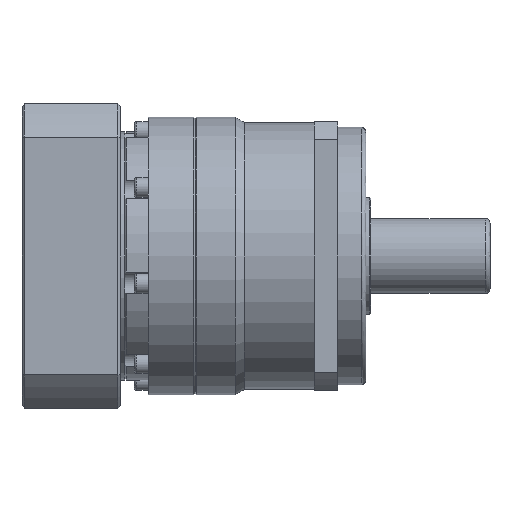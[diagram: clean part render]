
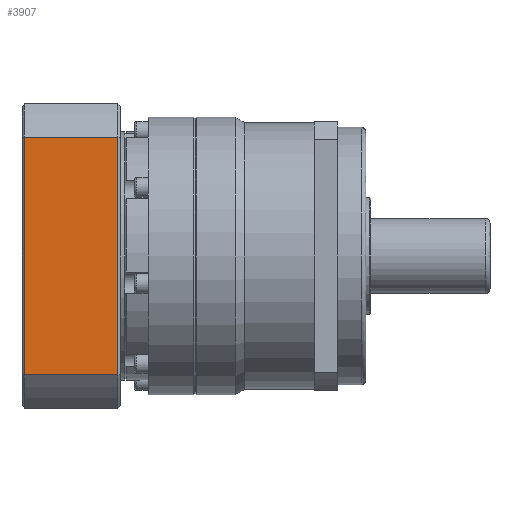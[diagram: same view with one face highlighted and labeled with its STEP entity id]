
A CAD part, front view. The second image highlights one B-rep face of the part: STEP entity #3907.
In plain terms, the highlighted planar face has unit normal (0, -1, 0).
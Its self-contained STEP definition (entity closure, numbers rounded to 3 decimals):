
#79 = VERTEX_POINT ( 'NONE', #19675 ) ;
#954 = LINE ( 'NONE', #13320, #5412 ) ;
#1113 = CARTESIAN_POINT ( 'NONE',  ( -25.403, -65., 6. ) ) ;
#3718 = AXIS2_PLACEMENT_3D ( 'NONE', #14058, #3913, #15770 ) ;
#3907 = ADVANCED_FACE ( 'NONE', ( #20321 ), #5551, .F. ) ;
#3913 = DIRECTION ( 'NONE',  ( 0., 1., 0. ) ) ;
#4259 = LINE ( 'NONE', #1113, #8211 ) ;
#4686 = CARTESIAN_POINT ( 'NONE',  ( -50.806, -65., 6. ) ) ;
#4807 = DIRECTION ( 'NONE',  ( 0., 0., -1. ) ) ;
#5070 = ORIENTED_EDGE ( 'NONE', *, *, #6782, .F. ) ;
#5412 = VECTOR ( 'NONE', #4807, 1000. ) ;
#5551 = PLANE ( 'NONE',  #3718 ) ;
#6782 = EDGE_CURVE ( 'NONE', #10208, #79, #14641, .T. ) ;
#6931 = ORIENTED_EDGE ( 'NONE', *, *, #17679, .F. ) ;
#7036 = ORIENTED_EDGE ( 'NONE', *, *, #20720, .F. ) ;
#8211 = VECTOR ( 'NONE', #19757, 1000. ) ;
#8796 = EDGE_LOOP ( 'NONE', ( #7036, #5070, #18965, #6931 ) ) ;
#10208 = VERTEX_POINT ( 'NONE', #19496 ) ;
#10533 = CARTESIAN_POINT ( 'NONE',  ( -50.806, -65., 0. ) ) ;
#11755 = DIRECTION ( 'NONE',  ( 1., 0., 0. ) ) ;
#12267 = DIRECTION ( 'NONE',  ( 0., 0., 1. ) ) ;
#12603 = VERTEX_POINT ( 'NONE', #15243 ) ;
#12723 = EDGE_CURVE ( 'NONE', #13187, #10208, #18184, .T. ) ;
#13187 = VERTEX_POINT ( 'NONE', #4686 ) ;
#13320 = CARTESIAN_POINT ( 'NONE',  ( 50.806, -65., 0. ) ) ;
#13678 = VECTOR ( 'NONE', #12267, 1000. ) ;
#14058 = CARTESIAN_POINT ( 'NONE',  ( -50.806, -65., 47. ) ) ;
#14641 = LINE ( 'NONE', #21939, #18601 ) ;
#15243 = CARTESIAN_POINT ( 'NONE',  ( 50.806, -65., 6. ) ) ;
#15770 = DIRECTION ( 'NONE',  ( -1., 0., 0. ) ) ;
#17679 = EDGE_CURVE ( 'NONE', #12603, #13187, #4259, .T. ) ;
#18184 = LINE ( 'NONE', #10533, #13678 ) ;
#18601 = VECTOR ( 'NONE', #11755, 1000. ) ;
#18965 = ORIENTED_EDGE ( 'NONE', *, *, #12723, .F. ) ;
#19496 = CARTESIAN_POINT ( 'NONE',  ( -50.806, -65., 46. ) ) ;
#19675 = CARTESIAN_POINT ( 'NONE',  ( 50.806, -65., 46. ) ) ;
#19757 = DIRECTION ( 'NONE',  ( -1., 0., 0. ) ) ;
#20321 = FACE_OUTER_BOUND ( 'NONE', #8796, .T. ) ;
#20720 = EDGE_CURVE ( 'NONE', #79, #12603, #954, .T. ) ;
#21939 = CARTESIAN_POINT ( 'NONE',  ( -50.806, -65., 46. ) ) ;
